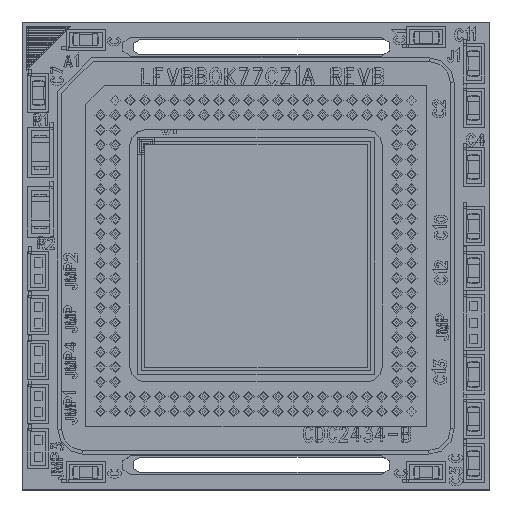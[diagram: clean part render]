
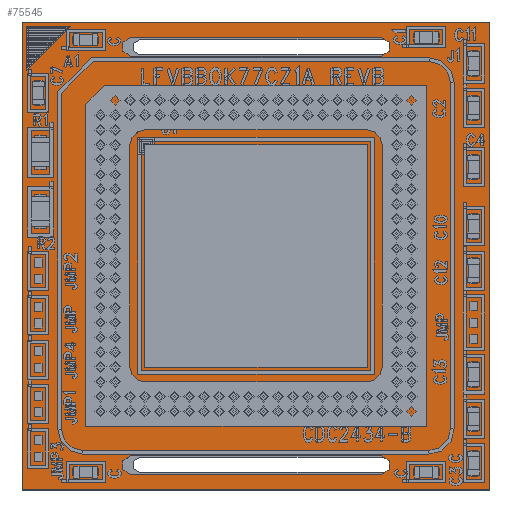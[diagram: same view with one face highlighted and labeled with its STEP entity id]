
A CAD part, top view. The second image highlights one B-rep face of the part: STEP entity #75545.
In plain terms, the highlighted planar face has unit normal (0, 0, 1).
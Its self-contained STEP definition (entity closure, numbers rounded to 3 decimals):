
#14402=FACE_BOUND('',#43324,.T.);
#14403=FACE_BOUND('',#43325,.T.);
#23753=CIRCLE('',#90147,0.629);
#23755=CIRCLE('',#90151,0.629);
#23757=CIRCLE('',#90155,0.629);
#23759=CIRCLE('',#90159,0.629);
#37761=FACE_OUTER_BOUND('',#43323,.T.);
#43323=EDGE_LOOP('',(#70661,#70662,#70663,#70664));
#43324=EDGE_LOOP('',(#70665,#70666,#70667,#70668));
#43325=EDGE_LOOP('',(#70669,#70670,#70671,#70672));
#46910=LINE('',#156201,#50517);
#46914=LINE('',#156212,#50521);
#46918=LINE('',#156225,#50525);
#46922=LINE('',#156236,#50529);
#46924=LINE('',#156241,#50531);
#46928=LINE('',#156249,#50535);
#46931=LINE('',#156255,#50538);
#46934=LINE('',#156260,#50541);
#50517=VECTOR('',#120493,17.);
#50521=VECTOR('',#120505,17.);
#50525=VECTOR('',#120517,17.);
#50529=VECTOR('',#120529,17.);
#50531=VECTOR('',#120533,31.6);
#50535=VECTOR('',#120539,31.6);
#50538=VECTOR('',#120544,31.6);
#50541=VECTOR('',#120549,31.6);
#56537=VERTEX_POINT('',#156191);
#56538=VERTEX_POINT('',#156192);
#56541=VERTEX_POINT('',#156200);
#56543=VERTEX_POINT('',#156206);
#56545=VERTEX_POINT('',#156215);
#56546=VERTEX_POINT('',#156216);
#56549=VERTEX_POINT('',#156224);
#56551=VERTEX_POINT('',#156230);
#56553=VERTEX_POINT('',#156239);
#56554=VERTEX_POINT('',#156240);
#56557=VERTEX_POINT('',#156248);
#56559=VERTEX_POINT('',#156254);
#62057=EDGE_CURVE('',#56537,#56538,#23753,.T.);
#62061=EDGE_CURVE('',#56538,#56541,#46910,.T.);
#62064=EDGE_CURVE('',#56541,#56543,#23755,.T.);
#62067=EDGE_CURVE('',#56543,#56537,#46914,.T.);
#62069=EDGE_CURVE('',#56545,#56546,#23757,.T.);
#62073=EDGE_CURVE('',#56546,#56549,#46918,.T.);
#62076=EDGE_CURVE('',#56549,#56551,#23759,.T.);
#62079=EDGE_CURVE('',#56551,#56545,#46922,.T.);
#62081=EDGE_CURVE('',#56553,#56554,#46924,.T.);
#62085=EDGE_CURVE('',#56554,#56557,#46928,.T.);
#62088=EDGE_CURVE('',#56557,#56559,#46931,.T.);
#62091=EDGE_CURVE('',#56559,#56553,#46934,.T.);
#70661=ORIENTED_EDGE('',*,*,#62081,.F.);
#70662=ORIENTED_EDGE('',*,*,#62091,.F.);
#70663=ORIENTED_EDGE('',*,*,#62088,.F.);
#70664=ORIENTED_EDGE('',*,*,#62085,.F.);
#70665=ORIENTED_EDGE('',*,*,#62057,.T.);
#70666=ORIENTED_EDGE('',*,*,#62061,.T.);
#70667=ORIENTED_EDGE('',*,*,#62064,.T.);
#70668=ORIENTED_EDGE('',*,*,#62067,.T.);
#70669=ORIENTED_EDGE('',*,*,#62069,.T.);
#70670=ORIENTED_EDGE('',*,*,#62073,.T.);
#70671=ORIENTED_EDGE('',*,*,#62076,.T.);
#70672=ORIENTED_EDGE('',*,*,#62079,.T.);
#71653=PLANE('',#90166);
#75545=ADVANCED_FACE('',(#37761,#14402,#14403),#71653,.T.);
#90147=AXIS2_PLACEMENT_3D('',#156193,#120485,#120486);
#90151=AXIS2_PLACEMENT_3D('',#156207,#120498,#120499);
#90155=AXIS2_PLACEMENT_3D('',#156217,#120509,#120510);
#90159=AXIS2_PLACEMENT_3D('',#156231,#120522,#120523);
#90166=AXIS2_PLACEMENT_3D('',#156262,#120551,#120552);
#120485=DIRECTION('center_axis',(0.,0.,-1.));
#120486=DIRECTION('ref_axis',(-1.,0.,0.));
#120493=DIRECTION('',(1.,0.,0.));
#120498=DIRECTION('center_axis',(0.,0.,-1.));
#120499=DIRECTION('ref_axis',(1.,0.,0.));
#120505=DIRECTION('',(-1.,0.,0.));
#120509=DIRECTION('center_axis',(0.,0.,-1.));
#120510=DIRECTION('ref_axis',(-1.,0.,0.));
#120517=DIRECTION('',(1.,0.,0.));
#120522=DIRECTION('center_axis',(0.,0.,-1.));
#120523=DIRECTION('ref_axis',(1.,0.,0.));
#120529=DIRECTION('',(-1.,0.,0.));
#120533=DIRECTION('',(0.,-1.,0.));
#120539=DIRECTION('',(-1.,0.,0.));
#120544=DIRECTION('',(0.,1.,0.));
#120549=DIRECTION('',(1.,0.,0.));
#120551=DIRECTION('center_axis',(0.,0.,1.));
#120552=DIRECTION('ref_axis',(1.,0.,0.));
#156191=CARTESIAN_POINT('',(7.3,1.05,1.575));
#156192=CARTESIAN_POINT('',(7.3,2.3,1.575));
#156193=CARTESIAN_POINT('Origin',(7.37,1.675,1.575));
#156200=CARTESIAN_POINT('',(24.3,2.3,1.575));
#156201=CARTESIAN_POINT('',(11.55,2.3,1.575));
#156206=CARTESIAN_POINT('',(24.3,1.05,1.575));
#156207=CARTESIAN_POINT('Origin',(24.23,1.675,1.575));
#156212=CARTESIAN_POINT('',(20.05,1.05,1.575));
#156215=CARTESIAN_POINT('',(7.3,29.3,1.575));
#156216=CARTESIAN_POINT('',(7.3,30.55,1.575));
#156217=CARTESIAN_POINT('Origin',(7.37,29.925,1.575));
#156224=CARTESIAN_POINT('',(24.3,30.55,1.575));
#156225=CARTESIAN_POINT('',(11.55,30.55,1.575));
#156230=CARTESIAN_POINT('',(24.3,29.3,1.575));
#156231=CARTESIAN_POINT('Origin',(24.23,29.925,1.575));
#156236=CARTESIAN_POINT('',(20.05,29.3,1.575));
#156239=CARTESIAN_POINT('',(31.6,31.6,1.575));
#156240=CARTESIAN_POINT('',(31.6,0.,1.575));
#156241=CARTESIAN_POINT('',(31.6,31.6,1.575));
#156248=CARTESIAN_POINT('',(0.,0.,1.575));
#156249=CARTESIAN_POINT('',(31.6,0.,1.575));
#156254=CARTESIAN_POINT('',(0.,31.6,1.575));
#156255=CARTESIAN_POINT('',(0.,0.,1.575));
#156260=CARTESIAN_POINT('',(0.,31.6,1.575));
#156262=CARTESIAN_POINT('Origin',(15.8,15.8,1.575));
